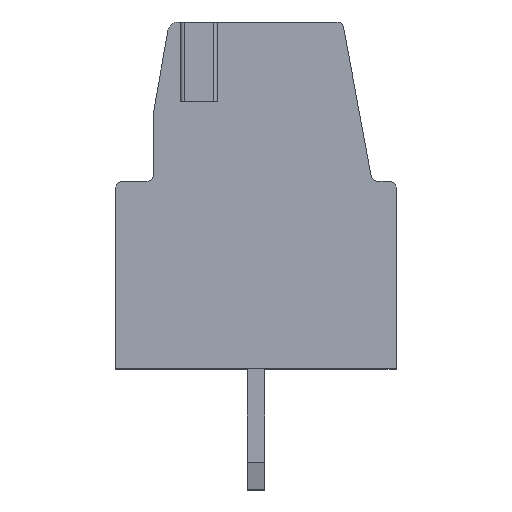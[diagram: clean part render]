
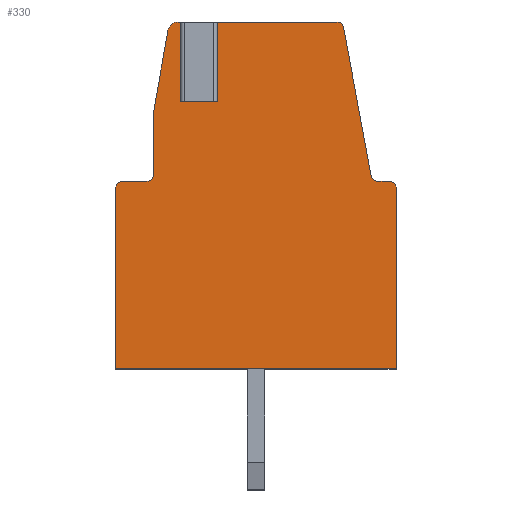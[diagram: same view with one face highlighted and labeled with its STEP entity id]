
A CAD part, top view. The second image highlights one B-rep face of the part: STEP entity #330.
In plain terms, the highlighted planar face has unit normal (0, 0, 1).
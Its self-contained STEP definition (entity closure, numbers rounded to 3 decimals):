
#330 = ADVANCED_FACE( '', ( #671 ), #672, .T. );
#671 = FACE_OUTER_BOUND( '', #1009, .T. );
#672 = PLANE( '', #1010 );
#1009 = EDGE_LOOP( '', ( #1854, #1855, #1856, #1857, #1858, #1859, #1860, #1861, #1862, #1863, #1864, #1865, #1866, #1867, #1868, #1869, #1870, #1871, #1872 ) );
#1010 = AXIS2_PLACEMENT_3D( '', #1873, #1874, #1875 );
#1854 = ORIENTED_EDGE( '', *, *, #2001, .F. );
#1855 = ORIENTED_EDGE( '', *, *, #2269, .F. );
#1856 = ORIENTED_EDGE( '', *, *, #2092, .F. );
#1857 = ORIENTED_EDGE( '', *, *, #2218, .T. );
#1858 = ORIENTED_EDGE( '', *, *, #2011, .F. );
#1859 = ORIENTED_EDGE( '', *, *, #2109, .F. );
#1860 = ORIENTED_EDGE( '', *, *, #2096, .T. );
#1861 = ORIENTED_EDGE( '', *, *, #2298, .F. );
#1862 = ORIENTED_EDGE( '', *, *, #2006, .F. );
#1863 = ORIENTED_EDGE( '', *, *, #2301, .F. );
#1864 = ORIENTED_EDGE( '', *, *, #1986, .F. );
#1865 = ORIENTED_EDGE( '', *, *, #2275, .F. );
#1866 = ORIENTED_EDGE( '', *, *, #2241, .F. );
#1867 = ORIENTED_EDGE( '', *, *, #2302, .F. );
#1868 = ORIENTED_EDGE( '', *, *, #2303, .T. );
#1869 = ORIENTED_EDGE( '', *, *, #2215, .F. );
#1870 = ORIENTED_EDGE( '', *, *, #2150, .F. );
#1871 = ORIENTED_EDGE( '', *, *, #2304, .F. );
#1872 = ORIENTED_EDGE( '', *, *, #2257, .F. );
#1873 = CARTESIAN_POINT( '', ( 16.414, 13.588, -4.92 ) );
#1874 = DIRECTION( '', ( 0., 0., 1. ) );
#1875 = DIRECTION( '', ( -1., 0., 0. ) );
#1986 = EDGE_CURVE( '', #2362, #2357, #2364, .T. );
#2001 = EDGE_CURVE( '', #2388, #2383, #2390, .T. );
#2006 = EDGE_CURVE( '', #2396, #2399, #2400, .T. );
#2011 = EDGE_CURVE( '', #2406, #2408, #2409, .T. );
#2092 = EDGE_CURVE( '', #2543, #2545, #2546, .T. );
#2096 = EDGE_CURVE( '', #2552, #2549, #2553, .T. );
#2109 = EDGE_CURVE( '', #2552, #2406, #2570, .T. );
#2150 = EDGE_CURVE( '', #2631, #2623, #2633, .T. );
#2215 = EDGE_CURVE( '', #2623, #2719, #2721, .T. );
#2218 = EDGE_CURVE( '', #2543, #2408, #2724, .T. );
#2241 = EDGE_CURVE( '', #2751, #2753, #2754, .T. );
#2257 = EDGE_CURVE( '', #2383, #2775, #2776, .T. );
#2269 = EDGE_CURVE( '', #2545, #2388, #2792, .T. );
#2275 = EDGE_CURVE( '', #2753, #2362, #2798, .T. );
#2298 = EDGE_CURVE( '', #2399, #2549, #2822, .T. );
#2301 = EDGE_CURVE( '', #2357, #2396, #2825, .T. );
#2302 = EDGE_CURVE( '', #2826, #2751, #2827, .T. );
#2303 = EDGE_CURVE( '', #2826, #2719, #2828, .T. );
#2304 = EDGE_CURVE( '', #2775, #2631, #2829, .T. );
#2357 = VERTEX_POINT( '', #2898 );
#2362 = VERTEX_POINT( '', #2905 );
#2364 = LINE( '', #2908, #2909 );
#2383 = VERTEX_POINT( '', #2935 );
#2388 = VERTEX_POINT( '', #2942 );
#2390 = LINE( '', #2945, #2946 );
#2396 = VERTEX_POINT( '', #2952 );
#2399 = VERTEX_POINT( '', #2956 );
#2400 = LINE( '', #2957, #2958 );
#2406 = VERTEX_POINT( '', #2965 );
#2408 = VERTEX_POINT( '', #2968 );
#2409 = LINE( '', #2969, #2970 );
#2543 = VERTEX_POINT( '', #3157 );
#2545 = VERTEX_POINT( '', #3160 );
#2546 = LINE( '', #3161, #3162 );
#2549 = VERTEX_POINT( '', #3166 );
#2552 = VERTEX_POINT( '', #3170 );
#2553 = LINE( '', #3171, #3172 );
#2570 = LINE( '', #3195, #3196 );
#2623 = VERTEX_POINT( '', #3275 );
#2631 = VERTEX_POINT( '', #3287 );
#2633 = LINE( '', #3290, #3291 );
#2719 = VERTEX_POINT( '', #3416 );
#2721 = LINE( '', #3419, #3420 );
#2724 = CIRCLE( '', #3423, 0.2 );
#2751 = VERTEX_POINT( '', #3462 );
#2753 = VERTEX_POINT( '', #3465 );
#2754 = CIRCLE( '', #3466, 0.2 );
#2775 = VERTEX_POINT( '', #3496 );
#2776 = CIRCLE( '', #3497, 0.2 );
#2792 = CIRCLE( '', #3520, 0.2 );
#2798 = LINE( '', #3527, #3528 );
#2822 = LINE( '', #3561, #3562 );
#2825 = CIRCLE( '', #3565, 0.3 );
#2826 = VERTEX_POINT( '', #3566 );
#2827 = LINE( '', #3567, #3568 );
#2828 = CIRCLE( '', #3569, 0.2 );
#2829 = LINE( '', #3570, #3571 );
#2898 = CARTESIAN_POINT( '', ( 9.82, 28.19, -4.92 ) );
#2905 = CARTESIAN_POINT( '', ( 9.414, 25.886, -4.92 ) );
#2908 = CARTESIAN_POINT( '', ( 4.85, 0., -4.92 ) );
#2909 = VECTOR( '', #3608, 1000. );
#2935 = CARTESIAN_POINT( '', ( 16.214, 23.838, -4.92 ) );
#2942 = CARTESIAN_POINT( '', ( 15.883, 23.838, -4.92 ) );
#2945 = CARTESIAN_POINT( '', ( 0., 23.838, -4.92 ) );
#2946 = VECTOR( '', #3622, 1000. );
#2952 = CARTESIAN_POINT( '', ( 10.116, 28.438, -4.92 ) );
#2956 = CARTESIAN_POINT( '', ( 10.46, 28.438, -4.92 ) );
#2957 = CARTESIAN_POINT( '', ( 0., 28.438, -4.92 ) );
#2958 = VECTOR( '', #3630, 1000. );
#2965 = CARTESIAN_POINT( '', ( 10.967, 28.438, -4.92 ) );
#2968 = CARTESIAN_POINT( '', ( 14.698, 28.438, -4.92 ) );
#2969 = CARTESIAN_POINT( '', ( 0., 28.438, -4.92 ) );
#2970 = VECTOR( '', #3639, 1000. );
#3157 = CARTESIAN_POINT( '', ( 14.894, 28.274, -4.92 ) );
#3160 = CARTESIAN_POINT( '', ( 15.686, 24.001, -4.92 ) );
#3161 = CARTESIAN_POINT( '', ( 20.134, 0., -4.92 ) );
#3162 = VECTOR( '', #3733, 1000. );
#3166 = CARTESIAN_POINT( '', ( 10.46, 26.138, -4.92 ) );
#3170 = CARTESIAN_POINT( '', ( 10.967, 26.138, -4.92 ) );
#3171 = CARTESIAN_POINT( '', ( 0., 26.138, -4.92 ) );
#3172 = VECTOR( '', #3736, 1000. );
#3195 = CARTESIAN_POINT( '', ( 10.967, 0., -4.92 ) );
#3196 = VECTOR( '', #3752, 1000. );
#3275 = CARTESIAN_POINT( '', ( 8.314, 18.438, -4.92 ) );
#3287 = CARTESIAN_POINT( '', ( 16.414, 18.438, -4.92 ) );
#3290 = CARTESIAN_POINT( '', ( 0., 18.438, -4.92 ) );
#3291 = VECTOR( '', #3790, 1000. );
#3416 = CARTESIAN_POINT( '', ( 8.314, 23.638, -4.92 ) );
#3419 = CARTESIAN_POINT( '', ( 8.314, 0., -4.92 ) );
#3420 = VECTOR( '', #3840, 1000. );
#3423 = AXIS2_PLACEMENT_3D( '', #3841, #3842, #3843 );
#3462 = CARTESIAN_POINT( '', ( 9.214, 23.838, -4.92 ) );
#3465 = CARTESIAN_POINT( '', ( 9.414, 24.038, -4.92 ) );
#3466 = AXIS2_PLACEMENT_3D( '', #3863, #3864, #3865 );
#3496 = CARTESIAN_POINT( '', ( 16.414, 23.638, -4.92 ) );
#3497 = AXIS2_PLACEMENT_3D( '', #3875, #3876, #3877 );
#3520 = AXIS2_PLACEMENT_3D( '', #3885, #3886, #3887 );
#3527 = CARTESIAN_POINT( '', ( 9.414, 0., -4.92 ) );
#3528 = VECTOR( '', #3889, 1000. );
#3561 = CARTESIAN_POINT( '', ( 10.46, 0., -4.92 ) );
#3562 = VECTOR( '', #3902, 1000. );
#3565 = AXIS2_PLACEMENT_3D( '', #3903, #3904, #3905 );
#3566 = CARTESIAN_POINT( '', ( 8.514, 23.838, -4.92 ) );
#3567 = CARTESIAN_POINT( '', ( 0., 23.838, -4.92 ) );
#3568 = VECTOR( '', #3906, 1000. );
#3569 = AXIS2_PLACEMENT_3D( '', #3907, #3908, #3909 );
#3570 = CARTESIAN_POINT( '', ( 16.414, 0., -4.92 ) );
#3571 = VECTOR( '', #3910, 1000. );
#3608 = DIRECTION( '', ( 0.174, 0.985, 0. ) );
#3622 = DIRECTION( '', ( 1., 0., 0. ) );
#3630 = DIRECTION( '', ( 1., 0., 0. ) );
#3639 = DIRECTION( '', ( 1., 0., 0. ) );
#3733 = DIRECTION( '', ( 0.182, -0.983, 0. ) );
#3736 = DIRECTION( '', ( -1., 0., 0. ) );
#3752 = DIRECTION( '', ( 0., 1., 0. ) );
#3790 = DIRECTION( '', ( -1., 0., 0. ) );
#3840 = DIRECTION( '', ( 0., 1., 0. ) );
#3841 = CARTESIAN_POINT( '', ( 14.698, 28.238, -4.92 ) );
#3842 = DIRECTION( '', ( 0., 0., 1. ) );
#3843 = DIRECTION( '', ( 1., 0., 0. ) );
#3863 = CARTESIAN_POINT( '', ( 9.214, 24.038, -4.92 ) );
#3864 = DIRECTION( '', ( 0., 0., 1. ) );
#3865 = DIRECTION( '', ( 1., 0., 0. ) );
#3875 = CARTESIAN_POINT( '', ( 16.214, 23.638, -4.92 ) );
#3876 = DIRECTION( '', ( 0., 0., -1. ) );
#3877 = DIRECTION( '', ( -1., 0., 0. ) );
#3885 = CARTESIAN_POINT( '', ( 15.883, 24.038, -4.92 ) );
#3886 = DIRECTION( '', ( 0., 0., 1. ) );
#3887 = DIRECTION( '', ( 1., 0., 0. ) );
#3889 = DIRECTION( '', ( 0., 1., 0. ) );
#3902 = DIRECTION( '', ( 0., -1., 0. ) );
#3903 = CARTESIAN_POINT( '', ( 10.116, 28.138, -4.92 ) );
#3904 = DIRECTION( '', ( 0., 0., -1. ) );
#3905 = DIRECTION( '', ( -1., 0., 0. ) );
#3906 = DIRECTION( '', ( 1., 0., 0. ) );
#3907 = CARTESIAN_POINT( '', ( 8.514, 23.638, -4.92 ) );
#3908 = DIRECTION( '', ( 0., 0., 1. ) );
#3909 = DIRECTION( '', ( 0., -1., 0. ) );
#3910 = DIRECTION( '', ( 0., -1., 0. ) );
